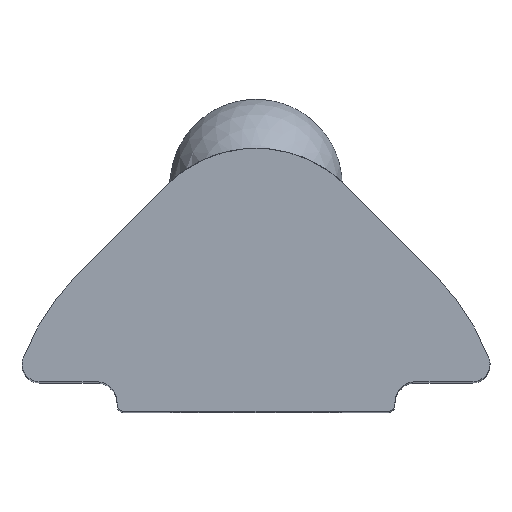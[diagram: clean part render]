
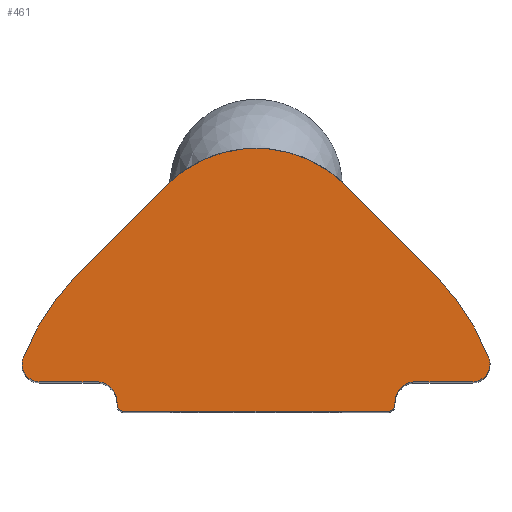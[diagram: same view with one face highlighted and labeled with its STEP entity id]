
A CAD part, top view. The second image highlights one B-rep face of the part: STEP entity #461.
In plain terms, the highlighted planar face has unit normal (0, 0, 1).
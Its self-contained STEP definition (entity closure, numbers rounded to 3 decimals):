
#44=LINE('',#798,#74);
#48=LINE('',#807,#78);
#51=LINE('',#815,#81);
#54=LINE('',#823,#84);
#58=LINE('',#835,#88);
#61=LINE('',#843,#91);
#65=LINE('',#855,#95);
#74=VECTOR('',#579,0.05);
#78=VECTOR('',#589,7.6);
#81=VECTOR('',#598,0.05);
#84=VECTOR('',#607,1.635);
#88=VECTOR('',#621,3.548);
#91=VECTOR('',#630,3.548);
#95=VECTOR('',#644,1.635);
#109=PLANE('',#515);
#153=FACE_OUTER_BOUND('',#187,.T.);
#187=EDGE_LOOP('',(#414,#415,#416,#417,#418,#419,#420,#421,#422,#423,#424,
#425,#426,#427,#428,#429));
#206=CIRCLE('',#492,0.2);
#207=CIRCLE('',#495,0.2);
#208=CIRCLE('',#498,0.6);
#209=CIRCLE('',#501,0.501);
#210=CIRCLE('',#503,7.2);
#211=CIRCLE('',#506,3.653);
#212=CIRCLE('',#509,7.2);
#213=CIRCLE('',#511,0.501);
#214=CIRCLE('',#514,0.6);
#241=VERTEX_POINT('',#796);
#242=VERTEX_POINT('',#797);
#243=VERTEX_POINT('',#802);
#244=VERTEX_POINT('',#806);
#245=VERTEX_POINT('',#810);
#246=VERTEX_POINT('',#814);
#247=VERTEX_POINT('',#818);
#248=VERTEX_POINT('',#822);
#249=VERTEX_POINT('',#826);
#250=VERTEX_POINT('',#830);
#251=VERTEX_POINT('',#834);
#252=VERTEX_POINT('',#838);
#253=VERTEX_POINT('',#842);
#254=VERTEX_POINT('',#846);
#255=VERTEX_POINT('',#850);
#256=VERTEX_POINT('',#854);
#284=EDGE_CURVE('',#241,#242,#44,.T.);
#287=EDGE_CURVE('',#242,#243,#206,.T.);
#289=EDGE_CURVE('',#243,#244,#48,.T.);
#291=EDGE_CURVE('',#244,#245,#207,.T.);
#293=EDGE_CURVE('',#245,#246,#51,.T.);
#295=EDGE_CURVE('',#246,#247,#208,.T.);
#297=EDGE_CURVE('',#247,#248,#54,.T.);
#299=EDGE_CURVE('',#248,#249,#209,.T.);
#301=EDGE_CURVE('',#249,#250,#210,.T.);
#303=EDGE_CURVE('',#250,#251,#58,.T.);
#305=EDGE_CURVE('',#251,#252,#211,.T.);
#307=EDGE_CURVE('',#252,#253,#61,.T.);
#309=EDGE_CURVE('',#253,#254,#212,.T.);
#311=EDGE_CURVE('',#254,#255,#213,.T.);
#313=EDGE_CURVE('',#255,#256,#65,.T.);
#315=EDGE_CURVE('',#256,#241,#214,.T.);
#414=ORIENTED_EDGE('',*,*,#284,.F.);
#415=ORIENTED_EDGE('',*,*,#315,.F.);
#416=ORIENTED_EDGE('',*,*,#313,.F.);
#417=ORIENTED_EDGE('',*,*,#311,.F.);
#418=ORIENTED_EDGE('',*,*,#309,.F.);
#419=ORIENTED_EDGE('',*,*,#307,.F.);
#420=ORIENTED_EDGE('',*,*,#305,.F.);
#421=ORIENTED_EDGE('',*,*,#303,.F.);
#422=ORIENTED_EDGE('',*,*,#301,.F.);
#423=ORIENTED_EDGE('',*,*,#299,.F.);
#424=ORIENTED_EDGE('',*,*,#297,.F.);
#425=ORIENTED_EDGE('',*,*,#295,.F.);
#426=ORIENTED_EDGE('',*,*,#293,.F.);
#427=ORIENTED_EDGE('',*,*,#291,.F.);
#428=ORIENTED_EDGE('',*,*,#289,.F.);
#429=ORIENTED_EDGE('',*,*,#287,.F.);
#461=ADVANCED_FACE('',(#153),#109,.T.);
#492=AXIS2_PLACEMENT_3D('',#803,#584,#585);
#495=AXIS2_PLACEMENT_3D('',#811,#593,#594);
#498=AXIS2_PLACEMENT_3D('',#819,#602,#603);
#501=AXIS2_PLACEMENT_3D('',#827,#611,#612);
#503=AXIS2_PLACEMENT_3D('',#831,#616,#617);
#506=AXIS2_PLACEMENT_3D('',#839,#625,#626);
#509=AXIS2_PLACEMENT_3D('',#847,#634,#635);
#511=AXIS2_PLACEMENT_3D('',#851,#639,#640);
#514=AXIS2_PLACEMENT_3D('',#858,#648,#649);
#515=AXIS2_PLACEMENT_3D('',#859,#650,#651);
#579=DIRECTION('',(0.,-1.,0.));
#584=DIRECTION('center_axis',(0.,0.,-1.));
#585=DIRECTION('ref_axis',(0.,1.,0.));
#589=DIRECTION('',(-1.,0.,0.));
#593=DIRECTION('center_axis',(0.,0.,-1.));
#594=DIRECTION('ref_axis',(1.,0.,0.));
#598=DIRECTION('',(0.,1.,0.));
#602=DIRECTION('center_axis',(0.,0.,1.));
#603=DIRECTION('ref_axis',(1.,0.,0.));
#607=DIRECTION('',(-1.,0.,0.));
#611=DIRECTION('center_axis',(0.,0.,-1.));
#612=DIRECTION('ref_axis',(0.931,-0.366,0.));
#616=DIRECTION('center_axis',(0.,0.,-1.));
#617=DIRECTION('ref_axis',(0.707,-0.707,0.));
#621=DIRECTION('',(0.707,0.707,0.));
#625=DIRECTION('center_axis',(0.,0.,-1.));
#626=DIRECTION('ref_axis',(-0.707,-0.707,0.));
#630=DIRECTION('',(0.707,-0.707,0.));
#634=DIRECTION('center_axis',(0.,0.,-1.));
#635=DIRECTION('ref_axis',(-0.931,-0.366,0.));
#639=DIRECTION('center_axis',(0.,0.,-1.));
#640=DIRECTION('ref_axis',(0.,1.,0.));
#644=DIRECTION('',(-1.,0.,0.));
#648=DIRECTION('center_axis',(0.,0.,1.));
#649=DIRECTION('ref_axis',(0.,1.,0.));
#650=DIRECTION('center_axis',(0.,0.,1.));
#651=DIRECTION('ref_axis',(1.,0.,0.));
#796=CARTESIAN_POINT('',(3.999,-2.939,11.));
#797=CARTESIAN_POINT('',(3.999,-2.989,11.));
#798=CARTESIAN_POINT('',(3.999,-2.939,11.));
#802=CARTESIAN_POINT('',(3.799,-3.189,11.));
#803=CARTESIAN_POINT('Origin',(3.799,-2.989,11.));
#806=CARTESIAN_POINT('',(-3.801,-3.189,11.));
#807=CARTESIAN_POINT('',(3.799,-3.189,11.));
#810=CARTESIAN_POINT('',(-4.001,-2.989,11.));
#811=CARTESIAN_POINT('Origin',(-3.801,-2.989,11.));
#814=CARTESIAN_POINT('',(-4.001,-2.939,11.));
#815=CARTESIAN_POINT('',(-4.001,-2.989,11.));
#818=CARTESIAN_POINT('',(-4.601,-2.339,11.));
#819=CARTESIAN_POINT('Origin',(-4.601,-2.939,11.));
#822=CARTESIAN_POINT('',(-6.236,-2.339,11.));
#823=CARTESIAN_POINT('',(-4.601,-2.339,11.));
#826=CARTESIAN_POINT('',(-6.702,-1.655,11.));
#827=CARTESIAN_POINT('Origin',(-6.236,-1.838,11.));
#830=CARTESIAN_POINT('',(-5.092,0.803,11.));
#831=CARTESIAN_POINT('Origin',(-0.001,-4.288,
11.));
#834=CARTESIAN_POINT('',(-2.584,3.312,11.));
#835=CARTESIAN_POINT('',(-5.092,0.803,11.));
#838=CARTESIAN_POINT('',(2.582,3.312,11.));
#839=CARTESIAN_POINT('Origin',(-0.001,0.729,
11.));
#842=CARTESIAN_POINT('',(5.09,0.803,11.));
#843=CARTESIAN_POINT('',(2.582,3.312,11.));
#846=CARTESIAN_POINT('',(6.7,-1.655,11.));
#847=CARTESIAN_POINT('Origin',(-0.001,-4.288,
11.));
#850=CARTESIAN_POINT('',(6.234,-2.339,11.));
#851=CARTESIAN_POINT('Origin',(6.234,-1.838,11.));
#854=CARTESIAN_POINT('',(4.599,-2.339,11.));
#855=CARTESIAN_POINT('',(6.234,-2.339,11.));
#858=CARTESIAN_POINT('Origin',(4.599,-2.939,11.));
#859=CARTESIAN_POINT('Origin',(-0.001,-0.234,
11.));
